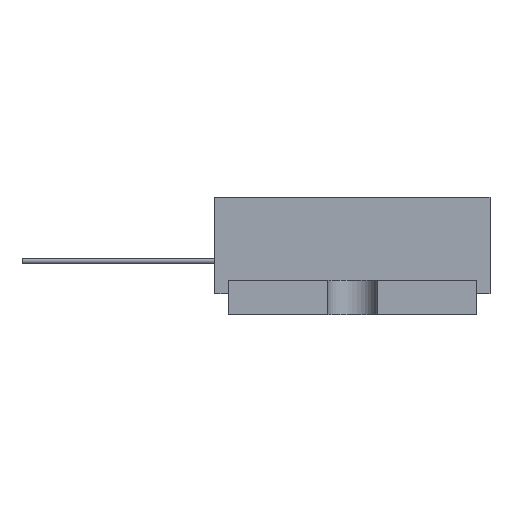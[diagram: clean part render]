
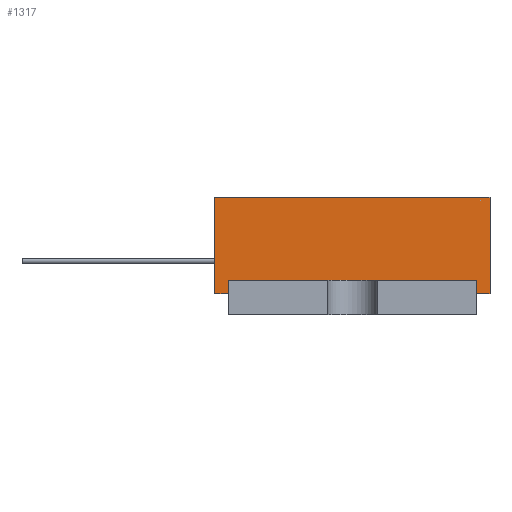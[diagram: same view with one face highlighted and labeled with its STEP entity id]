
A CAD part, left-side view. The second image highlights one B-rep face of the part: STEP entity #1317.
In plain terms, the highlighted planar face has unit normal (-1, 0, 0).
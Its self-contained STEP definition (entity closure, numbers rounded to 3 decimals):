
#1317=ADVANCED_FACE('',(#2553),#2555,.T.);
#2553=FACE_BOUND('',#2554,.T.);
#2554=EDGE_LOOP('',(#3737,#3738,#3739,#3740,#3741,#3742,#3743,#3744));
#2555=PLANE('',#2556);
#2556=AXIS2_PLACEMENT_3D('',#2557,#2558,#2559);
#2557=CARTESIAN_POINT('',(-27.5,10.,1.5));
#2558=DIRECTION('',(-1.,0.,0.));
#2559=DIRECTION('',(0.,-1.,0.));
#3737=ORIENTED_EDGE('',*,*,#4404,.T.);
#3738=ORIENTED_EDGE('',*,*,#4405,.T.);
#3739=ORIENTED_EDGE('',*,*,#4406,.T.);
#3740=ORIENTED_EDGE('',*,*,#4407,.T.);
#3741=ORIENTED_EDGE('',*,*,#3992,.F.);
#3742=ORIENTED_EDGE('',*,*,#4408,.F.);
#3743=ORIENTED_EDGE('',*,*,#4409,.T.);
#3744=ORIENTED_EDGE('',*,*,#4410,.T.);
#3992=EDGE_CURVE('',#4472,#4473,#4474,.T.);
#4404=EDGE_CURVE('',#5158,#5159,#5160,.T.);
#4405=EDGE_CURVE('',#5159,#5161,#5162,.T.);
#4406=EDGE_CURVE('',#5161,#5163,#5164,.T.);
#4407=EDGE_CURVE('',#5163,#4473,#5165,.T.);
#4408=EDGE_CURVE('',#5166,#4472,#5167,.T.);
#4409=EDGE_CURVE('',#5166,#5168,#5169,.T.);
#4410=EDGE_CURVE('',#5168,#5158,#5170,.T.);
#4472=VERTEX_POINT('',#5278);
#4473=VERTEX_POINT('',#5279);
#4474=LINE('',#5280,#5281);
#5158=VERTEX_POINT('',#6818);
#5159=VERTEX_POINT('',#6819);
#5160=LINE('',#6820,#6821);
#5161=VERTEX_POINT('',#6823);
#5162=LINE('',#6824,#6825);
#5163=VERTEX_POINT('',#6827);
#5164=LINE('',#6828,#6829);
#5165=LINE('',#6831,#6832);
#5166=VERTEX_POINT('',#6834);
#5167=LINE('',#6835,#6836);
#5168=VERTEX_POINT('',#6838);
#5169=LINE('',#6839,#6840);
#5170=LINE('',#6842,#6843);
#5278=CARTESIAN_POINT('',(-27.5,10.,8.5));
#5279=CARTESIAN_POINT('',(-27.5,-10.,8.5));
#5280=CARTESIAN_POINT('',(-27.5,10.,8.5));
#5281=VECTOR('',#5282,1.);
#5282=DIRECTION('',(0.,-1.,0.));
#6818=CARTESIAN_POINT('',(-27.5,9.,2.5));
#6819=CARTESIAN_POINT('',(-27.5,-9.,2.5));
#6820=CARTESIAN_POINT('',(-27.5,9.,2.5));
#6821=VECTOR('',#6822,1.);
#6822=DIRECTION('',(0.,-1.,0.));
#6823=CARTESIAN_POINT('',(-27.5,-9.,1.5));
#6824=CARTESIAN_POINT('',(-27.5,-9.,2.5));
#6825=VECTOR('',#6826,1.);
#6826=DIRECTION('',(0.,0.,-1.));
#6827=CARTESIAN_POINT('',(-27.5,-10.,1.5));
#6828=CARTESIAN_POINT('',(-27.5,-9.,1.5));
#6829=VECTOR('',#6830,1.);
#6830=DIRECTION('',(0.,-1.,0.));
#6831=CARTESIAN_POINT('',(-27.5,-10.,1.5));
#6832=VECTOR('',#6833,1.);
#6833=DIRECTION('',(0.,0.,1.));
#6834=CARTESIAN_POINT('',(-27.5,10.,1.5));
#6835=CARTESIAN_POINT('',(-27.5,10.,1.5));
#6836=VECTOR('',#6837,1.);
#6837=DIRECTION('',(0.,0.,1.));
#6838=CARTESIAN_POINT('',(-27.5,9.,1.5));
#6839=CARTESIAN_POINT('',(-27.5,10.,1.5));
#6840=VECTOR('',#6841,1.);
#6841=DIRECTION('',(0.,-1.,0.));
#6842=CARTESIAN_POINT('',(-27.5,9.,1.5));
#6843=VECTOR('',#6844,1.);
#6844=DIRECTION('',(0.,0.,1.));
